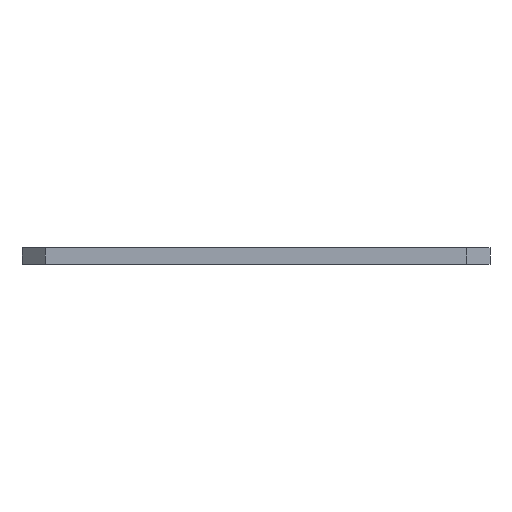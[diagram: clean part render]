
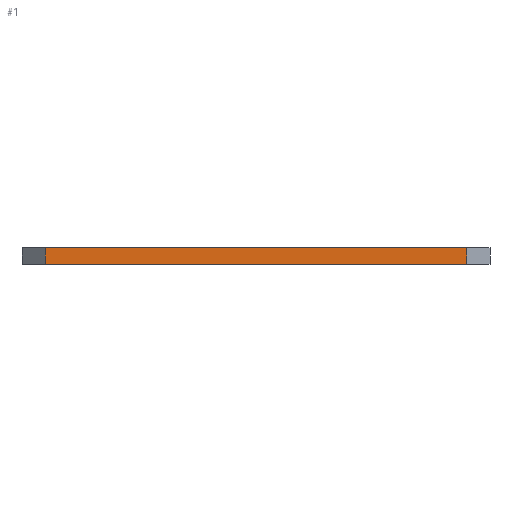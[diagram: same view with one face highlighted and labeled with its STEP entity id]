
A CAD part, front view. The second image highlights one B-rep face of the part: STEP entity #1.
In plain terms, the highlighted planar face has unit normal (0, -1, 0).
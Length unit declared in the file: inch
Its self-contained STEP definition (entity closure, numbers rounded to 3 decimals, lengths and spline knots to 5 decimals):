
#1 = ADVANCED_FACE ( 'NONE', ( #265 ), #1532, .F. ) ;
#43 = VERTEX_POINT ( 'NONE', #1150 ) ;
#100 = CARTESIAN_POINT ( 'NONE',  ( 1.38484, -0.37824, 0. ) ) ;
#152 = CARTESIAN_POINT ( 'NONE',  ( 1.38484, -0.37824, 0.09 ) ) ;
#184 = VECTOR ( 'NONE', #1601, 39.37008 ) ;
#229 = ORIENTED_EDGE ( 'NONE', *, *, #1222, .T. ) ;
#265 = FACE_OUTER_BOUND ( 'NONE', #439, .T. ) ;
#292 = CARTESIAN_POINT ( 'NONE',  ( 1.38484, -0.37824, 0.09 ) ) ;
#320 = CARTESIAN_POINT ( 'NONE',  ( 5.03937, -0.37824, 0.09 ) ) ;
#363 = LINE ( 'NONE', #152, #887 ) ;
#376 = LINE ( 'NONE', #695, #184 ) ;
#408 = VERTEX_POINT ( 'NONE', #100 ) ;
#418 = VECTOR ( 'NONE', #1122, 39.37008 ) ;
#439 = EDGE_LOOP ( 'NONE', ( #849, #1388, #229, #1257 ) ) ;
#695 = CARTESIAN_POINT ( 'NONE',  ( 3.65453, -0.37824, 0.09 ) ) ;
#720 = DIRECTION ( 'NONE',  ( -1., 0., 0. ) ) ;
#770 = CARTESIAN_POINT ( 'NONE',  ( 3.65453, -0.37824, 0. ) ) ;
#797 = CARTESIAN_POINT ( 'NONE',  ( 5.03937, -0.37824, 0.09 ) ) ;
#838 = VECTOR ( 'NONE', #720, 39.37008 ) ;
#849 = ORIENTED_EDGE ( 'NONE', *, *, #1218, .F. ) ;
#887 = VECTOR ( 'NONE', #1140, 39.37008 ) ;
#914 = VERTEX_POINT ( 'NONE', #770 ) ;
#920 = AXIS2_PLACEMENT_3D ( 'NONE', #797, #1530, #1158 ) ;
#947 = EDGE_CURVE ( 'NONE', #43, #1518, #971, .T. ) ;
#971 = LINE ( 'NONE', #320, #838 ) ;
#1122 = DIRECTION ( 'NONE',  ( -1., 0., 0. ) ) ;
#1140 = DIRECTION ( 'NONE',  ( 0., 0., 1. ) ) ;
#1150 = CARTESIAN_POINT ( 'NONE',  ( 3.65453, -0.37824, 0.09 ) ) ;
#1158 = DIRECTION ( 'NONE',  ( -1., 0., 0. ) ) ;
#1170 = EDGE_CURVE ( 'NONE', #914, #408, #1275, .T. ) ;
#1218 = EDGE_CURVE ( 'NONE', #408, #1518, #363, .T. ) ;
#1222 = EDGE_CURVE ( 'NONE', #914, #43, #376, .T. ) ;
#1257 = ORIENTED_EDGE ( 'NONE', *, *, #947, .T. ) ;
#1275 = LINE ( 'NONE', #1399, #418 ) ;
#1388 = ORIENTED_EDGE ( 'NONE', *, *, #1170, .F. ) ;
#1399 = CARTESIAN_POINT ( 'NONE',  ( 5.03937, -0.37824, 0. ) ) ;
#1518 = VERTEX_POINT ( 'NONE', #292 ) ;
#1530 = DIRECTION ( 'NONE',  ( 0., 1., 0. ) ) ;
#1532 = PLANE ( 'NONE',  #920 ) ;
#1601 = DIRECTION ( 'NONE',  ( 0., 0., 1. ) ) ;
